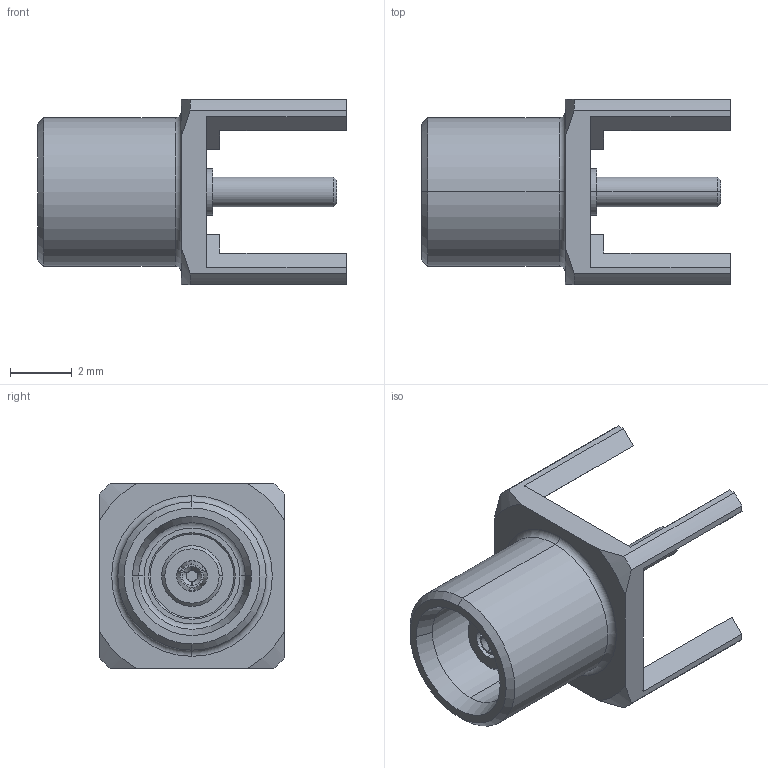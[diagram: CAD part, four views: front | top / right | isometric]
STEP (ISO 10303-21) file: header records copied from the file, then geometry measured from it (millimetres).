
FILE_DESCRIPTION(('STEP AP214'),'1');
FILE_NAME(' ',' ',('TraceParts'),('TraceParts S.A.'),'XStep 1.0',' ',' ');
FILE_SCHEMA(('automotive_design'));
Length unit declared in the file: millimetre
Products named in the file (1): Importée1
Bounding box: 9.99 x 6 x 6 mm (x, y, z)
Volume: 95.8 mm3; surface area: 299 mm2
Topology: 1 solids, 1 shells, 104 faces, 267 edges, 173 vertices
Faces by surface type: plane 43, cone 29, cylinder 28, torus 4
Entity records: 3270 total; most frequent: CARTESIAN_POINT 671, DIRECTION 565, ORIENTED_EDGE 534, EDGE_CURVE 267, AXIS2_PLACEMENT_3D 223, VERTEX_POINT 173, LINE 119, VECTOR 119
